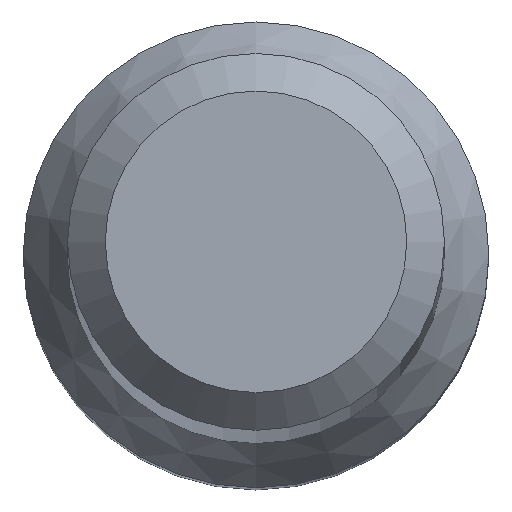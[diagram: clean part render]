
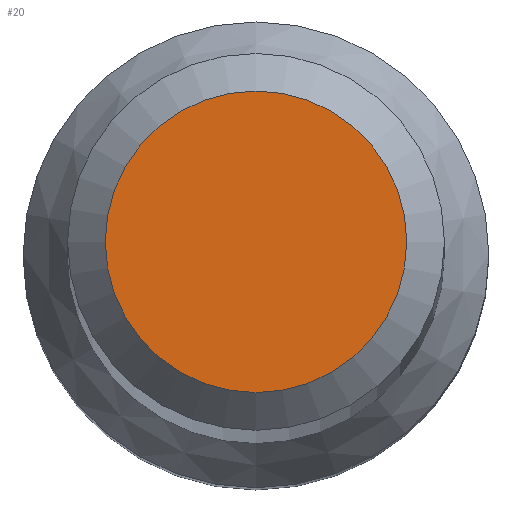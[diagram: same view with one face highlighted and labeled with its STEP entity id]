
A CAD part, top view. The second image highlights one B-rep face of the part: STEP entity #20.
In plain terms, the highlighted planar face has unit normal (0, 0, 1).
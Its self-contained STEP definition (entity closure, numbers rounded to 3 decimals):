
#12 = AXIS2_PLACEMENT_3D ( 'NONE', #113, #238, #173 ) ;
#14 = FACE_OUTER_BOUND ( 'NONE', #96, .T. ) ;
#20 = ADVANCED_FACE ( 'NONE', ( #14 ), #223, .T. ) ;
#33 = EDGE_CURVE ( 'NONE', #120, #120, #207, .T. ) ;
#96 = EDGE_LOOP ( 'NONE', ( #234 ) ) ;
#113 = CARTESIAN_POINT ( 'NONE',  ( 0., 0., 70. ) ) ;
#117 = CARTESIAN_POINT ( 'NONE',  ( 0., 0., 70. ) ) ;
#120 = VERTEX_POINT ( 'NONE', #122 ) ;
#122 = CARTESIAN_POINT ( 'NONE',  ( 0., 1.2, 70. ) ) ;
#170 = DIRECTION ( 'NONE',  ( 0., -1., 0. ) ) ;
#171 = DIRECTION ( 'NONE',  ( 0., 0., 1. ) ) ;
#173 = DIRECTION ( 'NONE',  ( 0., 1., 0. ) ) ;
#207 = CIRCLE ( 'NONE', #12, 1.2 ) ;
#216 = AXIS2_PLACEMENT_3D ( 'NONE', #117, #171, #170 ) ;
#223 = PLANE ( 'NONE',  #216 ) ;
#234 = ORIENTED_EDGE ( 'NONE', *, *, #33, .F. ) ;
#238 = DIRECTION ( 'NONE',  ( 0., 0., -1. ) ) ;
